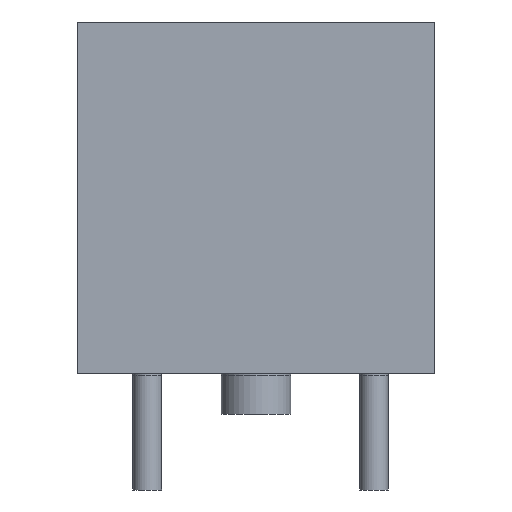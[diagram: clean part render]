
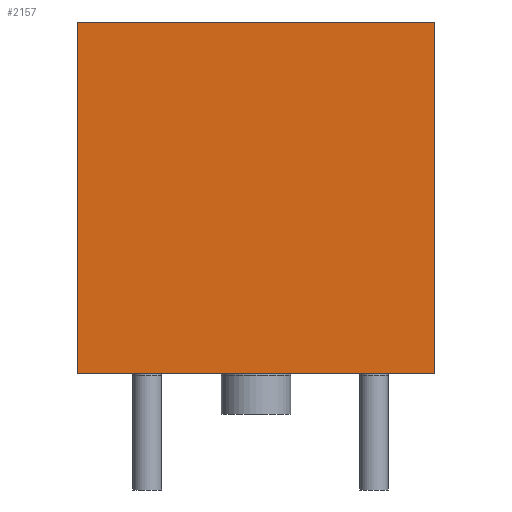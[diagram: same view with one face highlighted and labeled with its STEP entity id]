
A CAD part, left-side view. The second image highlights one B-rep face of the part: STEP entity #2157.
In plain terms, the highlighted planar face has unit normal (-1, 0, 0).
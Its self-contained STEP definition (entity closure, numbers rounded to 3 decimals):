
#1396 = PLANE('',#1397);
#1397 = AXIS2_PLACEMENT_3D('',#1398,#1399,#1400);
#1398 = CARTESIAN_POINT('',(-8.509,0.,15.442));
#1399 = DIRECTION('',(0.,0.,-1.));
#1400 = DIRECTION('',(-1.,0.,0.));
#1450 = PLANE('',#1451);
#1451 = AXIS2_PLACEMENT_3D('',#1452,#1453,#1454);
#1452 = CARTESIAN_POINT('',(-8.509,0.,0.1));
#1453 = DIRECTION('',(0.,0.,-1.));
#1454 = DIRECTION('',(-1.,0.,0.));
#1563 = PLANE('',#1564);
#1564 = AXIS2_PLACEMENT_3D('',#1565,#1566,#1567);
#1565 = CARTESIAN_POINT('',(-22.301,7.811,0.1));
#1566 = DIRECTION('',(0.,1.,0.));
#1567 = DIRECTION('',(1.,0.,0.));
#1601 = VERTEX_POINT('',#1602);
#1602 = CARTESIAN_POINT('',(-22.301,7.811,15.442));
#1649 = VERTEX_POINT('',#1650);
#1650 = CARTESIAN_POINT('',(-22.301,-7.811,15.442));
#1664 = PLANE('',#1665);
#1665 = AXIS2_PLACEMENT_3D('',#1666,#1667,#1668);
#1666 = CARTESIAN_POINT('',(5.283,-7.811,0.1));
#1667 = DIRECTION('',(0.,-1.,0.));
#1668 = DIRECTION('',(-1.,0.,0.));
#1676 = EDGE_CURVE('',#1649,#1601,#1677,.T.);
#1677 = SURFACE_CURVE('',#1678,(#1682,#1689),.PCURVE_S1.);
#1678 = LINE('',#1679,#1680);
#1679 = CARTESIAN_POINT('',(-22.301,-7.811,15.442));
#1680 = VECTOR('',#1681,1.);
#1681 = DIRECTION('',(0.,1.,0.));
#1682 = PCURVE('',#1396,#1683);
#1683 = DEFINITIONAL_REPRESENTATION('',(#1684),#1688);
#1684 = LINE('',#1685,#1686);
#1685 = CARTESIAN_POINT('',(13.792,-7.811));
#1686 = VECTOR('',#1687,1.);
#1687 = DIRECTION('',(0.,1.));
#1688 = ( GEOMETRIC_REPRESENTATION_CONTEXT(2) 
PARAMETRIC_REPRESENTATION_CONTEXT() REPRESENTATION_CONTEXT('2D SPACE',''
  ) );
#1689 = PCURVE('',#1690,#1695);
#1690 = PLANE('',#1691);
#1691 = AXIS2_PLACEMENT_3D('',#1692,#1693,#1694);
#1692 = CARTESIAN_POINT('',(-22.301,-7.811,0.1));
#1693 = DIRECTION('',(-1.,0.,0.));
#1694 = DIRECTION('',(0.,1.,0.));
#1695 = DEFINITIONAL_REPRESENTATION('',(#1696),#1700);
#1696 = LINE('',#1697,#1698);
#1697 = CARTESIAN_POINT('',(0.,-15.342));
#1698 = VECTOR('',#1699,1.);
#1699 = DIRECTION('',(1.,0.));
#1700 = ( GEOMETRIC_REPRESENTATION_CONTEXT(2) 
PARAMETRIC_REPRESENTATION_CONTEXT() REPRESENTATION_CONTEXT('2D SPACE',''
  ) );
#1706 = VERTEX_POINT('',#1707);
#1707 = CARTESIAN_POINT('',(-22.301,7.811,0.1));
#1754 = VERTEX_POINT('',#1755);
#1755 = CARTESIAN_POINT('',(-22.301,-7.811,0.1));
#1776 = EDGE_CURVE('',#1754,#1706,#1777,.T.);
#1777 = SURFACE_CURVE('',#1778,(#1782,#1789),.PCURVE_S1.);
#1778 = LINE('',#1779,#1780);
#1779 = CARTESIAN_POINT('',(-22.301,-7.811,0.1));
#1780 = VECTOR('',#1781,1.);
#1781 = DIRECTION('',(0.,1.,0.));
#1782 = PCURVE('',#1450,#1783);
#1783 = DEFINITIONAL_REPRESENTATION('',(#1784),#1788);
#1784 = LINE('',#1785,#1786);
#1785 = CARTESIAN_POINT('',(13.792,-7.811));
#1786 = VECTOR('',#1787,1.);
#1787 = DIRECTION('',(0.,1.));
#1788 = ( GEOMETRIC_REPRESENTATION_CONTEXT(2) 
PARAMETRIC_REPRESENTATION_CONTEXT() REPRESENTATION_CONTEXT('2D SPACE',''
  ) );
#1789 = PCURVE('',#1690,#1790);
#1790 = DEFINITIONAL_REPRESENTATION('',(#1791),#1795);
#1791 = LINE('',#1792,#1793);
#1792 = CARTESIAN_POINT('',(0.,0.));
#1793 = VECTOR('',#1794,1.);
#1794 = DIRECTION('',(1.,0.));
#1795 = ( GEOMETRIC_REPRESENTATION_CONTEXT(2) 
PARAMETRIC_REPRESENTATION_CONTEXT() REPRESENTATION_CONTEXT('2D SPACE',''
  ) );
#2107 = EDGE_CURVE('',#1706,#1601,#2108,.T.);
#2108 = SURFACE_CURVE('',#2109,(#2113,#2120),.PCURVE_S1.);
#2109 = LINE('',#2110,#2111);
#2110 = CARTESIAN_POINT('',(-22.301,7.811,0.1));
#2111 = VECTOR('',#2112,1.);
#2112 = DIRECTION('',(0.,0.,1.));
#2113 = PCURVE('',#1563,#2114);
#2114 = DEFINITIONAL_REPRESENTATION('',(#2115),#2119);
#2115 = LINE('',#2116,#2117);
#2116 = CARTESIAN_POINT('',(0.,0.));
#2117 = VECTOR('',#2118,1.);
#2118 = DIRECTION('',(0.,-1.));
#2119 = ( GEOMETRIC_REPRESENTATION_CONTEXT(2) 
PARAMETRIC_REPRESENTATION_CONTEXT() REPRESENTATION_CONTEXT('2D SPACE',''
  ) );
#2120 = PCURVE('',#1690,#2121);
#2121 = DEFINITIONAL_REPRESENTATION('',(#2122),#2126);
#2122 = LINE('',#2123,#2124);
#2123 = CARTESIAN_POINT('',(15.622,0.));
#2124 = VECTOR('',#2125,1.);
#2125 = DIRECTION('',(0.,-1.));
#2126 = ( GEOMETRIC_REPRESENTATION_CONTEXT(2) 
PARAMETRIC_REPRESENTATION_CONTEXT() REPRESENTATION_CONTEXT('2D SPACE',''
  ) );
#2136 = EDGE_CURVE('',#1754,#1649,#2137,.T.);
#2137 = SURFACE_CURVE('',#2138,(#2142,#2149),.PCURVE_S1.);
#2138 = LINE('',#2139,#2140);
#2139 = CARTESIAN_POINT('',(-22.301,-7.811,0.1));
#2140 = VECTOR('',#2141,1.);
#2141 = DIRECTION('',(0.,0.,1.));
#2142 = PCURVE('',#1664,#2143);
#2143 = DEFINITIONAL_REPRESENTATION('',(#2144),#2148);
#2144 = LINE('',#2145,#2146);
#2145 = CARTESIAN_POINT('',(27.584,0.));
#2146 = VECTOR('',#2147,1.);
#2147 = DIRECTION('',(0.,-1.));
#2148 = ( GEOMETRIC_REPRESENTATION_CONTEXT(2) 
PARAMETRIC_REPRESENTATION_CONTEXT() REPRESENTATION_CONTEXT('2D SPACE',''
  ) );
#2149 = PCURVE('',#1690,#2150);
#2150 = DEFINITIONAL_REPRESENTATION('',(#2151),#2155);
#2151 = LINE('',#2152,#2153);
#2152 = CARTESIAN_POINT('',(0.,0.));
#2153 = VECTOR('',#2154,1.);
#2154 = DIRECTION('',(0.,-1.));
#2155 = ( GEOMETRIC_REPRESENTATION_CONTEXT(2) 
PARAMETRIC_REPRESENTATION_CONTEXT() REPRESENTATION_CONTEXT('2D SPACE',''
  ) );
#2157 = ADVANCED_FACE('',(#2158),#1690,.T.);
#2158 = FACE_BOUND('',#2159,.T.);
#2159 = EDGE_LOOP('',(#2160,#2161,#2162,#2163));
#2160 = ORIENTED_EDGE('',*,*,#2136,.T.);
#2161 = ORIENTED_EDGE('',*,*,#1676,.T.);
#2162 = ORIENTED_EDGE('',*,*,#2107,.F.);
#2163 = ORIENTED_EDGE('',*,*,#1776,.F.);
